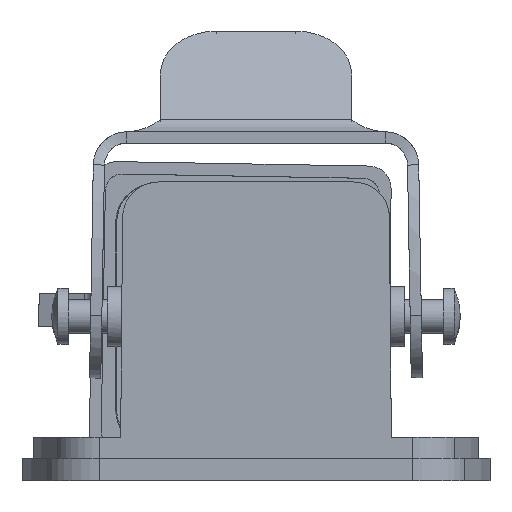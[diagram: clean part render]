
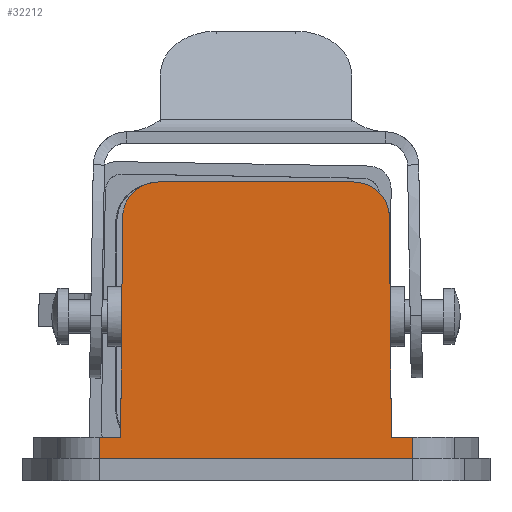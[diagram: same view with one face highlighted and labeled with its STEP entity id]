
A CAD part, front view. The second image highlights one B-rep face of the part: STEP entity #32212.
In plain terms, the highlighted planar face has unit normal (0, -1, 0).
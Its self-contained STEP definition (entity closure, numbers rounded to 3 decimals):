
#32137=AXIS2_PLACEMENT_3D('Plane Axis2P3D',#32134,#32135,#32136) ;
#32171=AXIS2_PLACEMENT_3D('Circle Axis2P3D',#32169,#32170,$) ;
#32176=AXIS2_PLACEMENT_3D('Circle Axis2P3D',#32174,#32175,$) ;
#32051=CARTESIAN_POINT('Vertex',(29.718,1.,26.7)) ;
#32067=CARTESIAN_POINT('Vertex',(12.282,1.,26.7)) ;
#32070=CARTESIAN_POINT('Line Origine',(21.,1.,26.7)) ;
#32134=CARTESIAN_POINT('Axis2P3D Location',(21.,1.,14.7)) ;
#32139=CARTESIAN_POINT('Line Origine',(21.,1.,2.)) ;
#32143=CARTESIAN_POINT('Vertex',(35.,1.,2.)) ;
#32145=CARTESIAN_POINT('Vertex',(7.,1.,2.)) ;
#32148=CARTESIAN_POINT('Line Origine',(35.,1.,2.95)) ;
#32152=CARTESIAN_POINT('Vertex',(35.,1.,3.9)) ;
#32155=CARTESIAN_POINT('Line Origine',(34.045,1.,3.9)) ;
#32159=CARTESIAN_POINT('Vertex',(33.09,1.,3.9)) ;
#32162=CARTESIAN_POINT('Line Origine',(33.004,1.,13.714)) ;
#32166=CARTESIAN_POINT('Vertex',(32.918,1.,23.528)) ;
#32169=CARTESIAN_POINT('Axis2P3D Location',(29.718,1.,23.5)) ;
#32174=CARTESIAN_POINT('Axis2P3D Location',(12.282,1.,23.5)) ;
#32178=CARTESIAN_POINT('Vertex',(9.082,1.,23.528)) ;
#32181=CARTESIAN_POINT('Line Origine',(8.996,1.,13.714)) ;
#32185=CARTESIAN_POINT('Vertex',(8.91,1.,3.9)) ;
#32188=CARTESIAN_POINT('Line Origine',(7.955,1.,3.9)) ;
#32192=CARTESIAN_POINT('Vertex',(7.,1.,3.9)) ;
#32195=CARTESIAN_POINT('Line Origine',(7.,1.,2.95)) ;
#32071=DIRECTION('Vector Direction',(-1.,0.,0.)) ;
#32135=DIRECTION('Axis2P3D Direction',(0.,1.,0.)) ;
#32136=DIRECTION('Axis2P3D XDirection',(-1.,0.,0.)) ;
#32140=DIRECTION('Vector Direction',(1.,0.,0.)) ;
#32149=DIRECTION('Vector Direction',(0.,0.,-1.)) ;
#32156=DIRECTION('Vector Direction',(1.,0.,0.)) ;
#32163=DIRECTION('Vector Direction',(0.009,0.,-1.)) ;
#32170=DIRECTION('Axis2P3D Direction',(0.,1.,0.)) ;
#32175=DIRECTION('Axis2P3D Direction',(0.,1.,0.)) ;
#32182=DIRECTION('Vector Direction',(0.009,0.,1.)) ;
#32189=DIRECTION('Vector Direction',(1.,0.,0.)) ;
#32196=DIRECTION('Vector Direction',(0.,0.,-1.)) ;
#32072=VECTOR('Line Direction',#32071,1.) ;
#32141=VECTOR('Line Direction',#32140,1.) ;
#32150=VECTOR('Line Direction',#32149,1.) ;
#32157=VECTOR('Line Direction',#32156,1.) ;
#32164=VECTOR('Line Direction',#32163,1.) ;
#32183=VECTOR('Line Direction',#32182,1.) ;
#32190=VECTOR('Line Direction',#32189,1.) ;
#32197=VECTOR('Line Direction',#32196,1.) ;
#32201=ORIENTED_EDGE('',*,*,#32147,.F.) ;
#32202=ORIENTED_EDGE('',*,*,#32154,.F.) ;
#32203=ORIENTED_EDGE('',*,*,#32161,.T.) ;
#32204=ORIENTED_EDGE('',*,*,#32168,.F.) ;
#32205=ORIENTED_EDGE('',*,*,#32173,.F.) ;
#32206=ORIENTED_EDGE('',*,*,#32074,.F.) ;
#32207=ORIENTED_EDGE('',*,*,#32180,.F.) ;
#32208=ORIENTED_EDGE('',*,*,#32187,.F.) ;
#32209=ORIENTED_EDGE('',*,*,#32194,.T.) ;
#32210=ORIENTED_EDGE('',*,*,#32199,.T.) ;
#32212=ADVANCED_FACE('Hauptk\X2\00F6\X0\rper',(#32211),#32138,.F.) ;
#32172=CIRCLE('generated circle',#32171,3.2) ;
#32177=CIRCLE('generated circle',#32176,3.2) ;
#32074=EDGE_CURVE('',#32068,#32052,#32073,.F.) ;
#32147=EDGE_CURVE('',#32144,#32146,#32142,.F.) ;
#32154=EDGE_CURVE('',#32153,#32144,#32151,.T.) ;
#32161=EDGE_CURVE('',#32153,#32160,#32158,.F.) ;
#32168=EDGE_CURVE('',#32167,#32160,#32165,.T.) ;
#32173=EDGE_CURVE('',#32052,#32167,#32172,.T.) ;
#32180=EDGE_CURVE('',#32179,#32068,#32177,.T.) ;
#32187=EDGE_CURVE('',#32186,#32179,#32184,.T.) ;
#32194=EDGE_CURVE('',#32186,#32193,#32191,.F.) ;
#32199=EDGE_CURVE('',#32193,#32146,#32198,.T.) ;
#32200=EDGE_LOOP('',(#32201,#32202,#32203,#32204,#32205,#32206,#32207,#32208,#32209,#32210)) ;
#32211=FACE_OUTER_BOUND('',#32200,.T.) ;
#32073=LINE('Line',#32070,#32072) ;
#32142=LINE('Line',#32139,#32141) ;
#32151=LINE('Line',#32148,#32150) ;
#32158=LINE('Line',#32155,#32157) ;
#32165=LINE('Line',#32162,#32164) ;
#32184=LINE('Line',#32181,#32183) ;
#32191=LINE('Line',#32188,#32190) ;
#32198=LINE('Line',#32195,#32197) ;
#32138=PLANE('',#32137) ;
#32052=VERTEX_POINT('',#32051) ;
#32068=VERTEX_POINT('',#32067) ;
#32144=VERTEX_POINT('',#32143) ;
#32146=VERTEX_POINT('',#32145) ;
#32153=VERTEX_POINT('',#32152) ;
#32160=VERTEX_POINT('',#32159) ;
#32167=VERTEX_POINT('',#32166) ;
#32179=VERTEX_POINT('',#32178) ;
#32186=VERTEX_POINT('',#32185) ;
#32193=VERTEX_POINT('',#32192) ;
